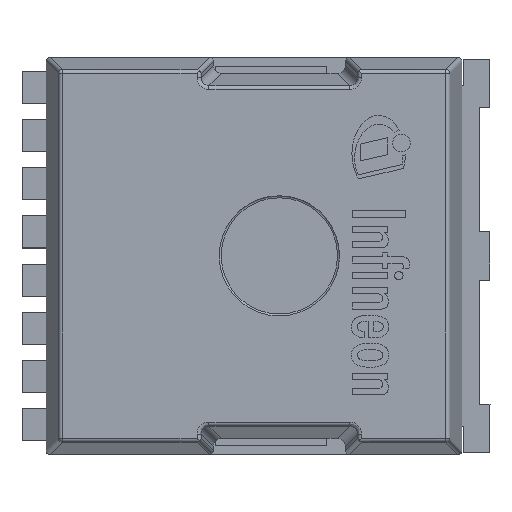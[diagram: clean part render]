
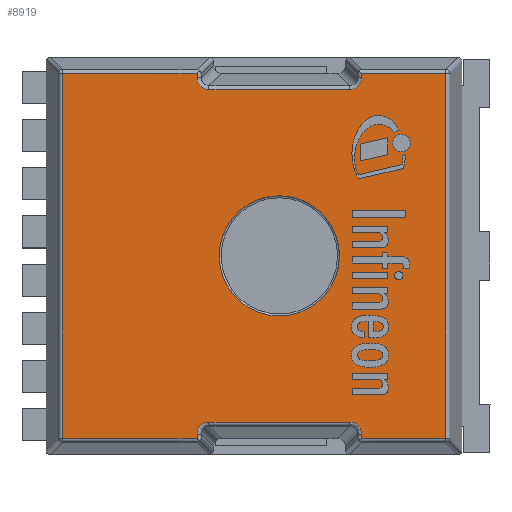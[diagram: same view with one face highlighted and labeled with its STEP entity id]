
A CAD part, top view. The second image highlights one B-rep face of the part: STEP entity #8919.
In plain terms, the highlighted planar face has unit normal (0, 0, 1).
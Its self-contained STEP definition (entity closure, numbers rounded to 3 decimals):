
#62=ELLIPSE('',#9706,0.309,0.3);
#63=ELLIPSE('',#9709,0.309,0.3);
#67=ELLIPSE('',#9719,0.309,0.3);
#68=ELLIPSE('',#9720,0.309,0.3);
#100=FACE_BOUND('',#1092,.T.);
#600=FACE_OUTER_BOUND('',#1091,.T.);
#1091=EDGE_LOOP('',(#7409,#7410,#7411,#7412,#7413,#7414,#7415,#7416,#7417,
#7418,#7419,#7420,#7421,#7422,#7423,#7424));
#1092=EDGE_LOOP('',(#7425));
#1804=LINE('',#14124,#2796);
#1819=LINE('',#14193,#2811);
#1820=LINE('',#14203,#2812);
#1829=LINE('',#14238,#2821);
#1830=LINE('',#14242,#2822);
#1831=LINE('',#14248,#2823);
#1832=LINE('',#14307,#2824);
#1834=LINE('',#14311,#2826);
#1836=LINE('',#14319,#2828);
#1839=LINE('',#14328,#2831);
#1840=LINE('',#14332,#2832);
#1841=LINE('',#14335,#2833);
#2796=VECTOR('',#11553,1.);
#2811=VECTOR('',#11638,1.);
#2812=VECTOR('',#11653,1.);
#2821=VECTOR('',#11694,1.);
#2822=VECTOR('',#11699,1.);
#2823=VECTOR('',#11706,1.);
#2824=VECTOR('',#11719,1.);
#2826=VECTOR('',#11725,1.);
#2828=VECTOR('',#11733,1.);
#2831=VECTOR('',#11742,1.);
#2832=VECTOR('',#11745,1.);
#2833=VECTOR('',#11748,1.);
#3460=CIRCLE('',#9611,1.5);
#4007=VERTEX_POINT('',#14042);
#4036=VERTEX_POINT('',#14121);
#4037=VERTEX_POINT('',#14123);
#4056=VERTEX_POINT('',#14189);
#4057=VERTEX_POINT('',#14195);
#4058=VERTEX_POINT('',#14199);
#4068=VERTEX_POINT('',#14237);
#4069=VERTEX_POINT('',#14241);
#4070=VERTEX_POINT('',#14245);
#4071=VERTEX_POINT('',#14247);
#4072=VERTEX_POINT('',#14275);
#4073=VERTEX_POINT('',#14303);
#4076=VERTEX_POINT('',#14317);
#4079=VERTEX_POINT('',#14327);
#4080=VERTEX_POINT('',#14329);
#4081=VERTEX_POINT('',#14331);
#4082=VERTEX_POINT('',#14333);
#5124=EDGE_CURVE('',#4007,#4007,#3460,.T.);
#5164=EDGE_CURVE('',#4036,#4037,#1804,.T.);
#5200=EDGE_CURVE('',#4056,#4036,#1819,.T.);
#5205=EDGE_CURVE('',#4058,#4057,#1820,.T.);
#5222=EDGE_CURVE('',#4057,#4068,#1829,.T.);
#5224=EDGE_CURVE('',#4068,#4069,#1830,.T.);
#5227=EDGE_CURVE('',#4070,#4071,#1831,.T.);
#5229=EDGE_CURVE('',#4069,#4072,#62,.T.);
#5232=EDGE_CURVE('',#4073,#4070,#63,.T.);
#5233=EDGE_CURVE('',#4072,#4073,#1832,.T.);
#5235=EDGE_CURVE('',#4071,#4056,#1834,.T.);
#5239=EDGE_CURVE('',#4076,#4058,#1836,.T.);
#5243=EDGE_CURVE('',#4079,#4076,#1839,.T.);
#5244=EDGE_CURVE('',#4080,#4079,#67,.T.);
#5245=EDGE_CURVE('',#4081,#4080,#1840,.T.);
#5246=EDGE_CURVE('',#4082,#4081,#68,.T.);
#5247=EDGE_CURVE('',#4037,#4082,#1841,.T.);
#7409=ORIENTED_EDGE('',*,*,#5239,.F.);
#7410=ORIENTED_EDGE('',*,*,#5243,.F.);
#7411=ORIENTED_EDGE('',*,*,#5244,.F.);
#7412=ORIENTED_EDGE('',*,*,#5245,.F.);
#7413=ORIENTED_EDGE('',*,*,#5246,.F.);
#7414=ORIENTED_EDGE('',*,*,#5247,.F.);
#7415=ORIENTED_EDGE('',*,*,#5164,.F.);
#7416=ORIENTED_EDGE('',*,*,#5200,.F.);
#7417=ORIENTED_EDGE('',*,*,#5235,.F.);
#7418=ORIENTED_EDGE('',*,*,#5227,.F.);
#7419=ORIENTED_EDGE('',*,*,#5232,.F.);
#7420=ORIENTED_EDGE('',*,*,#5233,.F.);
#7421=ORIENTED_EDGE('',*,*,#5229,.F.);
#7422=ORIENTED_EDGE('',*,*,#5224,.F.);
#7423=ORIENTED_EDGE('',*,*,#5222,.F.);
#7424=ORIENTED_EDGE('',*,*,#5205,.F.);
#7425=ORIENTED_EDGE('',*,*,#5124,.T.);
#8445=PLANE('',#9718);
#8919=ADVANCED_FACE('',(#600,#100),#8445,.T.);
#9611=AXIS2_PLACEMENT_3D('',#14043,#11471,#11472);
#9706=AXIS2_PLACEMENT_3D('',#14276,#11709,#11710);
#9709=AXIS2_PLACEMENT_3D('',#14305,#11715,#11716);
#9718=AXIS2_PLACEMENT_3D('',#14326,#11740,#11741);
#9719=AXIS2_PLACEMENT_3D('',#14330,#11743,#11744);
#9720=AXIS2_PLACEMENT_3D('',#14334,#11746,#11747);
#11471=DIRECTION('center_axis',(0.,0.,-1.));
#11472=DIRECTION('ref_axis',(-1.,0.,0.));
#11553=DIRECTION('',(1.,0.,0.));
#11638=DIRECTION('',(0.,1.,0.));
#11653=DIRECTION('',(0.,-1.,0.));
#11694=DIRECTION('',(-1.,0.,0.));
#11699=DIRECTION('',(0.,1.,0.));
#11706=DIRECTION('',(0.,-1.,0.));
#11709=DIRECTION('center_axis',(0.,0.,1.));
#11710=DIRECTION('ref_axis',(0.707,0.707,0.));
#11715=DIRECTION('center_axis',(0.,0.,1.));
#11716=DIRECTION('ref_axis',(-0.707,0.707,0.));
#11719=DIRECTION('',(-1.,0.,0.));
#11725=DIRECTION('',(-1.,0.,0.));
#11733=DIRECTION('',(1.,0.,0.));
#11740=DIRECTION('center_axis',(0.,0.,1.));
#11741=DIRECTION('ref_axis',(0.,-1.,0.));
#11742=DIRECTION('',(0.,1.,0.));
#11743=DIRECTION('center_axis',(0.,0.,1.));
#11744=DIRECTION('ref_axis',(0.707,-0.707,0.));
#11745=DIRECTION('',(1.,0.,0.));
#11746=DIRECTION('center_axis',(0.,0.,1.));
#11747=DIRECTION('ref_axis',(-0.707,-0.707,0.));
#11748=DIRECTION('',(0.,-1.,0.));
#14042=CARTESIAN_POINT('',(2.083,0.,2.3));
#14043=CARTESIAN_POINT('Origin',(0.583,0.,
2.3));
#14121=CARTESIAN_POINT('',(-4.836,4.549,2.3));
#14123=CARTESIAN_POINT('',(-1.469,4.549,2.3));
#14124=CARTESIAN_POINT('',(0.199,4.549,2.3));
#14189=CARTESIAN_POINT('',(-4.836,-4.549,2.3));
#14193=CARTESIAN_POINT('',(-4.836,4.95,2.3));
#14195=CARTESIAN_POINT('',(4.736,-4.549,2.3));
#14199=CARTESIAN_POINT('',(4.736,4.549,2.3));
#14203=CARTESIAN_POINT('',(4.736,4.95,2.3));
#14237=CARTESIAN_POINT('',(2.634,-4.549,2.3));
#14238=CARTESIAN_POINT('',(0.199,-4.549,2.3));
#14241=CARTESIAN_POINT('',(2.634,-4.444,2.3));
#14242=CARTESIAN_POINT('',(2.634,-0.1,2.3));
#14245=CARTESIAN_POINT('',(-1.469,-4.444,2.3));
#14247=CARTESIAN_POINT('',(-1.469,-4.549,2.3));
#14248=CARTESIAN_POINT('',(-1.469,-0.1,2.3));
#14275=CARTESIAN_POINT('',(2.338,-4.149,2.3));
#14276=CARTESIAN_POINT('Origin',(2.329,-4.453,2.3));
#14303=CARTESIAN_POINT('',(-1.173,-4.149,2.3));
#14305=CARTESIAN_POINT('Origin',(-1.164,-4.453,2.3));
#14307=CARTESIAN_POINT('',(-3.232,-4.149,2.3));
#14311=CARTESIAN_POINT('',(0.159,-4.549,2.3));
#14317=CARTESIAN_POINT('',(2.634,4.549,2.3));
#14319=CARTESIAN_POINT('',(0.159,4.549,2.3));
#14326=CARTESIAN_POINT('Origin',(-4.88,4.95,2.3));
#14327=CARTESIAN_POINT('',(2.634,4.444,2.3));
#14328=CARTESIAN_POINT('',(2.634,4.491,2.3));
#14329=CARTESIAN_POINT('',(2.338,4.149,2.3));
#14330=CARTESIAN_POINT('Origin',(2.329,4.453,2.3));
#14331=CARTESIAN_POINT('',(-1.173,4.149,2.3));
#14332=CARTESIAN_POINT('',(-3.232,4.149,2.3));
#14333=CARTESIAN_POINT('',(-1.469,4.444,2.3));
#14334=CARTESIAN_POINT('Origin',(-1.164,4.453,2.3));
#14335=CARTESIAN_POINT('',(-1.469,4.491,2.3));
